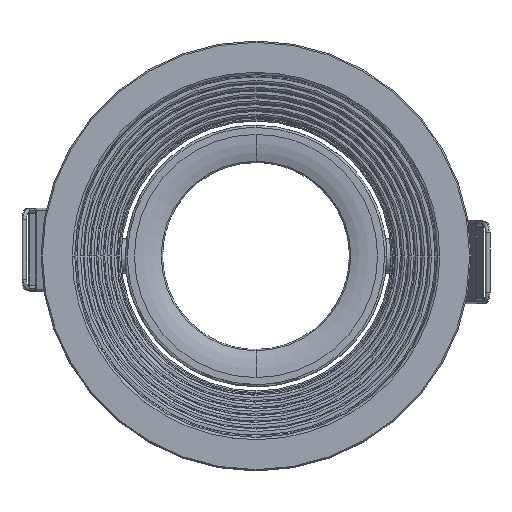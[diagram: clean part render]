
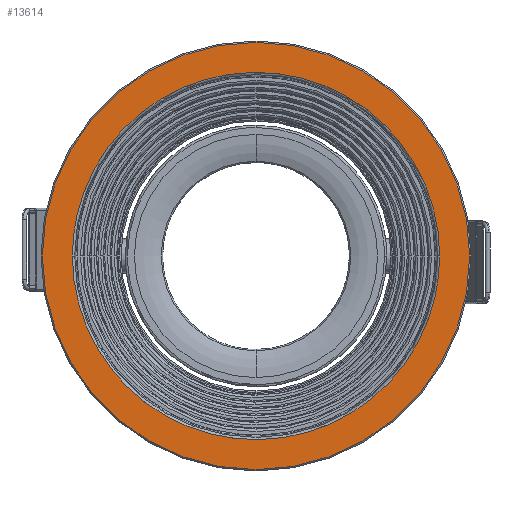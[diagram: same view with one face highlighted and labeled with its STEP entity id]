
A CAD part, front view. The second image highlights one B-rep face of the part: STEP entity #13614.
In plain terms, the highlighted planar face has unit normal (0, -1, 0).
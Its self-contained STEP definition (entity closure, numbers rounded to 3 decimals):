
#13511=CARTESIAN_POINT('Vertex',(0.,0.,-47.2)) ;
#13514=CARTESIAN_POINT('Axis2P3D Location',(0.,0.,0.)) ;
#13518=CARTESIAN_POINT('Vertex',(0.,0.,47.2)) ;
#13533=CARTESIAN_POINT('Axis2P3D Location',(0.,0.,0.)) ;
#13545=CARTESIAN_POINT('Axis2P3D Location',(0.,0.,0.)) ;
#13555=CARTESIAN_POINT('Control Point',(0.,0.,40.569)) ;
#13556=CARTESIAN_POINT('Control Point',(-3.744,0.,40.569)) ;
#13557=CARTESIAN_POINT('Control Point',(-7.489,0.,40.137)) ;
#13558=CARTESIAN_POINT('Control Point',(-11.167,0.,39.273)) ;
#13559=CARTESIAN_POINT('Control Point',(-18.257,0.,36.712)) ;
#13560=CARTESIAN_POINT('Control Point',(-24.578,0.,32.604)) ;
#13561=CARTESIAN_POINT('Control Point',(-27.486,0.,30.192)) ;
#13562=CARTESIAN_POINT('Control Point',(-32.694,0.,24.742)) ;
#13563=CARTESIAN_POINT('Control Point',(-36.524,0.,18.249)) ;
#13564=CARTESIAN_POINT('Control Point',(-38.055,0.,14.795)) ;
#13565=CARTESIAN_POINT('Control Point',(-40.291,0.,7.596)) ;
#13566=CARTESIAN_POINT('Control Point',(-40.83,0.,0.077)) ;
#13567=CARTESIAN_POINT('Control Point',(-40.662,0.,-3.698)) ;
#13568=CARTESIAN_POINT('Control Point',(-39.459,0.,-11.14)) ;
#13569=CARTESIAN_POINT('Control Point',(-36.593,0.,-18.112)) ;
#13570=CARTESIAN_POINT('Control Point',(-34.762,0.,-21.417)) ;
#13571=CARTESIAN_POINT('Control Point',(-30.371,0.,-27.545)) ;
#13572=CARTESIAN_POINT('Control Point',(-24.7,0.,-32.511)) ;
#13573=CARTESIAN_POINT('Control Point',(-21.589,0.,-34.655)) ;
#13574=CARTESIAN_POINT('Control Point',(-15.569,0.,-37.847)) ;
#13575=CARTESIAN_POINT('Control Point',(-9.036,0.,-39.724)) ;
#13576=CARTESIAN_POINT('Control Point',(-6.047,0.,-40.287)) ;
#13577=CARTESIAN_POINT('Control Point',(-3.024,0.,-40.569)) ;
#13578=CARTESIAN_POINT('Control Point',(0.,0.,-40.569)) ;
#13579=CARTESIAN_POINT('Vertex',(0.,0.,40.569)) ;
#13581=CARTESIAN_POINT('Vertex',(0.,0.,-40.569)) ;
#13585=CARTESIAN_POINT('Control Point',(0.,0.,-40.569)) ;
#13586=CARTESIAN_POINT('Control Point',(3.744,0.,-40.569)) ;
#13587=CARTESIAN_POINT('Control Point',(7.489,0.,-40.137)) ;
#13588=CARTESIAN_POINT('Control Point',(11.167,0.,-39.273)) ;
#13589=CARTESIAN_POINT('Control Point',(18.257,0.,-36.712)) ;
#13590=CARTESIAN_POINT('Control Point',(24.578,0.,-32.604)) ;
#13591=CARTESIAN_POINT('Control Point',(27.486,0.,-30.192)) ;
#13592=CARTESIAN_POINT('Control Point',(32.694,0.,-24.742)) ;
#13593=CARTESIAN_POINT('Control Point',(36.524,0.,-18.249)) ;
#13594=CARTESIAN_POINT('Control Point',(38.055,0.,-14.795)) ;
#13595=CARTESIAN_POINT('Control Point',(40.291,0.,-7.596)) ;
#13596=CARTESIAN_POINT('Control Point',(40.83,0.,-0.077)) ;
#13597=CARTESIAN_POINT('Control Point',(40.662,0.,3.698)) ;
#13598=CARTESIAN_POINT('Control Point',(39.459,0.,11.14)) ;
#13599=CARTESIAN_POINT('Control Point',(36.593,0.,18.112)) ;
#13600=CARTESIAN_POINT('Control Point',(34.762,0.,21.417)) ;
#13601=CARTESIAN_POINT('Control Point',(30.371,0.,27.545)) ;
#13602=CARTESIAN_POINT('Control Point',(24.7,0.,32.511)) ;
#13603=CARTESIAN_POINT('Control Point',(21.589,0.,34.655)) ;
#13604=CARTESIAN_POINT('Control Point',(15.569,0.,37.847)) ;
#13605=CARTESIAN_POINT('Control Point',(9.036,0.,39.724)) ;
#13606=CARTESIAN_POINT('Control Point',(6.047,0.,40.287)) ;
#13607=CARTESIAN_POINT('Control Point',(3.024,0.,40.569)) ;
#13608=CARTESIAN_POINT('Control Point',(0.,0.,40.569)) ;
#13515=DIRECTION('Axis2P3D Direction',(0.,1.,0.)) ;
#13534=DIRECTION('Axis2P3D Direction',(0.,1.,0.)) ;
#13546=DIRECTION('Axis2P3D Direction',(0.,1.,0.)) ;
#13547=DIRECTION('Axis2P3D XDirection',(0.,0.,1.)) ;
#13516=AXIS2_PLACEMENT_3D('Circle Axis2P3D',#13514,#13515,$) ;
#13535=AXIS2_PLACEMENT_3D('Circle Axis2P3D',#13533,#13534,$) ;
#13548=AXIS2_PLACEMENT_3D('Plane Axis2P3D',#13545,#13546,#13547) ;
#13551=ORIENTED_EDGE('',*,*,#13537,.F.) ;
#13552=ORIENTED_EDGE('',*,*,#13520,.F.) ;
#13611=ORIENTED_EDGE('',*,*,#13583,.F.) ;
#13612=ORIENTED_EDGE('',*,*,#13609,.F.) ;
#13613=FACE_BOUND('',#13610,.T.) ;
#13614=ADVANCED_FACE('\X2\8F935165\X0\2',(#13553,#13613),#13549,.F.) ;
#13554=B_SPLINE_CURVE_WITH_KNOTS('',5,(#13555,#13556,#13557,#13558,#13559,#13560,#13561,#13562,#13563,#13564,#13565,#13566,#13567,#13568,#13569,#13570,#13571,#13572,#13573,#13574,#13575,#13576,#13577,#13578),.UNSPECIFIED.,.F.,.U.,(6,3,3,3,3,3,3,6),(0.,26.477,52.954,79.43,105.907,132.384,158.861,180.242),.UNSPECIFIED.) ;
#13584=B_SPLINE_CURVE_WITH_KNOTS('',5,(#13585,#13586,#13587,#13588,#13589,#13590,#13591,#13592,#13593,#13594,#13595,#13596,#13597,#13598,#13599,#13600,#13601,#13602,#13603,#13604,#13605,#13606,#13607,#13608),.UNSPECIFIED.,.F.,.U.,(6,3,3,3,3,3,3,6),(0.,26.477,52.954,79.43,105.907,132.384,158.861,180.242),.UNSPECIFIED.) ;
#13517=CIRCLE('generated circle',#13516,47.2) ;
#13536=CIRCLE('generated circle',#13535,47.2) ;
#13520=EDGE_CURVE('',#13512,#13519,#13517,.T.) ;
#13537=EDGE_CURVE('',#13519,#13512,#13536,.T.) ;
#13583=EDGE_CURVE('',#13580,#13582,#13554,.T.) ;
#13609=EDGE_CURVE('',#13582,#13580,#13584,.T.) ;
#13550=EDGE_LOOP('',(#13551,#13552)) ;
#13610=EDGE_LOOP('',(#13611,#13612)) ;
#13553=FACE_OUTER_BOUND('',#13550,.T.) ;
#13549=PLANE('',#13548) ;
#13512=VERTEX_POINT('',#13511) ;
#13519=VERTEX_POINT('',#13518) ;
#13580=VERTEX_POINT('',#13579) ;
#13582=VERTEX_POINT('',#13581) ;
